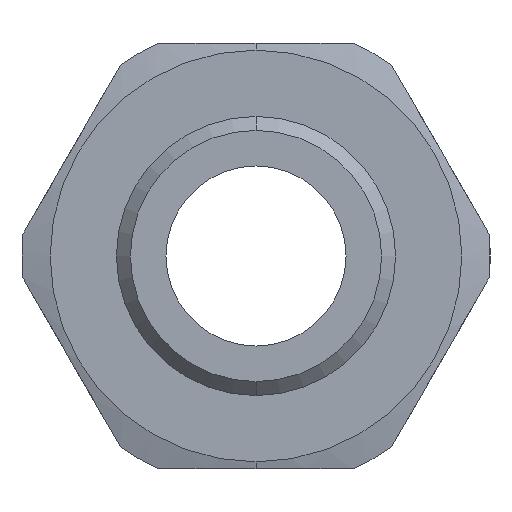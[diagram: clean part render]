
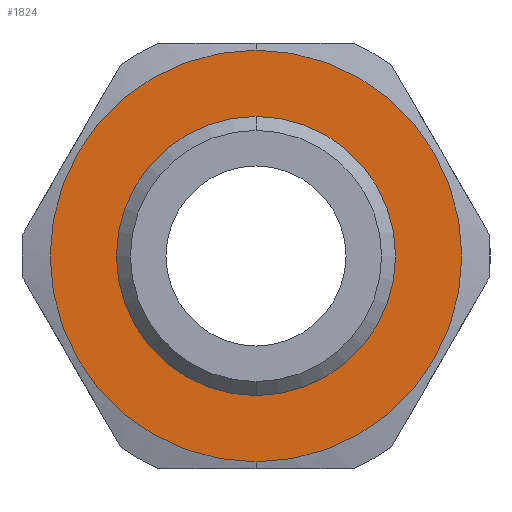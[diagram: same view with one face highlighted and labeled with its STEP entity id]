
A CAD part, left-side view. The second image highlights one B-rep face of the part: STEP entity #1824.
In plain terms, the highlighted planar face has unit normal (-1, 0, 0).
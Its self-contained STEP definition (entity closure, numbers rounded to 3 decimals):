
#17 = DIRECTION ( 'NONE',  ( -1., 0., 0. ) ) ;
#88 = FACE_OUTER_BOUND ( 'NONE', #1959, .T. ) ;
#104 = AXIS2_PLACEMENT_3D ( 'NONE', #563, #1608, #1857 ) ;
#203 = ORIENTED_EDGE ( 'NONE', *, *, #2804, .F. ) ;
#379 = AXIS2_PLACEMENT_3D ( 'NONE', #2542, #2830, #2294 ) ;
#387 = DIRECTION ( 'NONE',  ( -1., 0., 0. ) ) ;
#515 = EDGE_LOOP ( 'NONE', ( #203, #1085 ) ) ;
#558 = AXIS2_PLACEMENT_3D ( 'NONE', #2724, #387, #2746 ) ;
#563 = CARTESIAN_POINT ( 'NONE',  ( 15., 10., 0. ) ) ;
#750 = DIRECTION ( 'NONE',  ( 0., 0., 1. ) ) ;
#780 = CARTESIAN_POINT ( 'NONE',  ( 15., 0., 0. ) ) ;
#811 = AXIS2_PLACEMENT_3D ( 'NONE', #780, #17, #750 ) ;
#827 = CARTESIAN_POINT ( 'NONE',  ( 15., 0., -14.75 ) ) ;
#1038 = VERTEX_POINT ( 'NONE', #3237 ) ;
#1085 = ORIENTED_EDGE ( 'NONE', *, *, #1882, .F. ) ;
#1485 = FACE_BOUND ( 'NONE', #515, .T. ) ;
#1608 = DIRECTION ( 'NONE',  ( 1., 0., 0. ) ) ;
#1623 = EDGE_CURVE ( 'NONE', #1923, #3233, #3019, .T. ) ;
#1771 = AXIS2_PLACEMENT_3D ( 'NONE', #2679, #2402, #2665 ) ;
#1824 = ADVANCED_FACE ( 'NONE', ( #1485, #88 ), #2105, .F. ) ;
#1857 = DIRECTION ( 'NONE',  ( 0., 0., -1. ) ) ;
#1882 = EDGE_CURVE ( 'NONE', #2071, #1038, #1965, .T. ) ;
#1914 = ORIENTED_EDGE ( 'NONE', *, *, #2584, .T. ) ;
#1923 = VERTEX_POINT ( 'NONE', #1951 ) ;
#1951 = CARTESIAN_POINT ( 'NONE',  ( 15., 0., 14.75 ) ) ;
#1959 = EDGE_LOOP ( 'NONE', ( #1914, #3137 ) ) ;
#1965 = CIRCLE ( 'NONE', #558, 10. ) ;
#2071 = VERTEX_POINT ( 'NONE', #2345 ) ;
#2105 = PLANE ( 'NONE',  #104 ) ;
#2294 = DIRECTION ( 'NONE',  ( 0., 0., 1. ) ) ;
#2345 = CARTESIAN_POINT ( 'NONE',  ( 15., 0., 10. ) ) ;
#2402 = DIRECTION ( 'NONE',  ( -1., 0., 0. ) ) ;
#2542 = CARTESIAN_POINT ( 'NONE',  ( 15., 0., 0. ) ) ;
#2584 = EDGE_CURVE ( 'NONE', #3233, #1923, #2936, .T. ) ;
#2665 = DIRECTION ( 'NONE',  ( 0., 0., 1. ) ) ;
#2679 = CARTESIAN_POINT ( 'NONE',  ( 15., 0., 0. ) ) ;
#2724 = CARTESIAN_POINT ( 'NONE',  ( 15., 0., 0. ) ) ;
#2746 = DIRECTION ( 'NONE',  ( 0., 0., 1. ) ) ;
#2804 = EDGE_CURVE ( 'NONE', #1038, #2071, #3310, .T. ) ;
#2830 = DIRECTION ( 'NONE',  ( -1., 0., 0. ) ) ;
#2936 = CIRCLE ( 'NONE', #1771, 14.75 ) ;
#3019 = CIRCLE ( 'NONE', #811, 14.75 ) ;
#3137 = ORIENTED_EDGE ( 'NONE', *, *, #1623, .T. ) ;
#3233 = VERTEX_POINT ( 'NONE', #827 ) ;
#3237 = CARTESIAN_POINT ( 'NONE',  ( 15., 0., -10. ) ) ;
#3310 = CIRCLE ( 'NONE', #379, 10. ) ;
